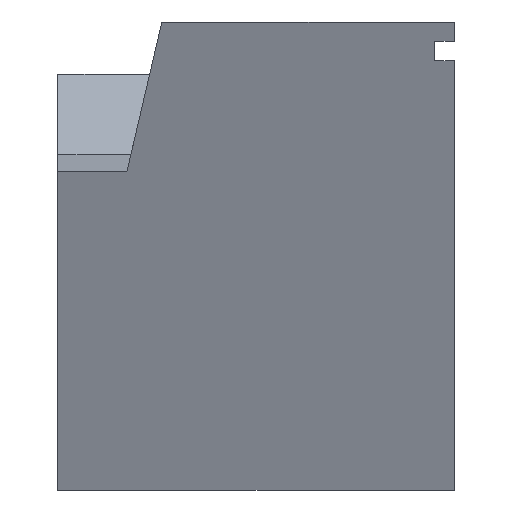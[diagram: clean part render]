
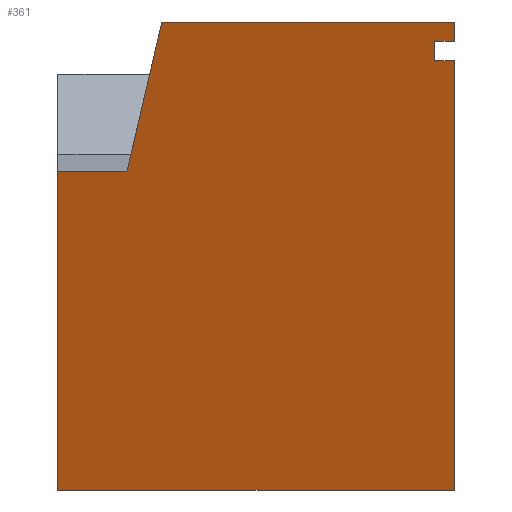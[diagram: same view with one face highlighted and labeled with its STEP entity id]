
A CAD part, left-side view. The second image highlights one B-rep face of the part: STEP entity #361.
In plain terms, the highlighted planar face has unit normal (-0.943, 0, -0.334).
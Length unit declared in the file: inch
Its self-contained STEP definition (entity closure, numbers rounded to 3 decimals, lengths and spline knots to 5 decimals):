
#15=FACE_OUTER_BOUND('',#34,.T.);
#34=EDGE_LOOP('',(#240,#241,#242,#243,#244,#245,#246,#247,#248,#249));
#53=LINE('',#508,#104);
#54=LINE('',#510,#105);
#55=LINE('',#512,#106);
#56=LINE('',#514,#107);
#57=LINE('',#516,#108);
#58=LINE('',#518,#109);
#59=LINE('',#520,#110);
#60=LINE('',#522,#111);
#61=LINE('',#524,#112);
#62=LINE('',#525,#113);
#104=VECTOR('',#417,0.3937);
#105=VECTOR('',#418,0.3937);
#106=VECTOR('',#419,0.3937);
#107=VECTOR('',#420,0.3937);
#108=VECTOR('',#421,0.3937);
#109=VECTOR('',#422,0.3937);
#110=VECTOR('',#423,0.3937);
#111=VECTOR('',#424,0.3937);
#112=VECTOR('',#425,0.3937);
#113=VECTOR('',#426,0.3937);
#155=VERTEX_POINT('',#506);
#156=VERTEX_POINT('',#507);
#157=VERTEX_POINT('',#509);
#158=VERTEX_POINT('',#511);
#159=VERTEX_POINT('',#513);
#160=VERTEX_POINT('',#515);
#161=VERTEX_POINT('',#517);
#162=VERTEX_POINT('',#519);
#163=VERTEX_POINT('',#521);
#164=VERTEX_POINT('',#523);
#189=EDGE_CURVE('',#155,#156,#53,.T.);
#190=EDGE_CURVE('',#157,#155,#54,.T.);
#191=EDGE_CURVE('',#158,#157,#55,.T.);
#192=EDGE_CURVE('',#159,#158,#56,.T.);
#193=EDGE_CURVE('',#160,#159,#57,.T.);
#194=EDGE_CURVE('',#161,#160,#58,.T.);
#195=EDGE_CURVE('',#162,#161,#59,.T.);
#196=EDGE_CURVE('',#163,#162,#60,.T.);
#197=EDGE_CURVE('',#164,#163,#61,.T.);
#198=EDGE_CURVE('',#156,#164,#62,.T.);
#240=ORIENTED_EDGE('',*,*,#189,.F.);
#241=ORIENTED_EDGE('',*,*,#190,.F.);
#242=ORIENTED_EDGE('',*,*,#191,.F.);
#243=ORIENTED_EDGE('',*,*,#192,.F.);
#244=ORIENTED_EDGE('',*,*,#193,.F.);
#245=ORIENTED_EDGE('',*,*,#194,.F.);
#246=ORIENTED_EDGE('',*,*,#195,.F.);
#247=ORIENTED_EDGE('',*,*,#196,.F.);
#248=ORIENTED_EDGE('',*,*,#197,.F.);
#249=ORIENTED_EDGE('',*,*,#198,.F.);
#342=PLANE('',#394);
#361=ADVANCED_FACE('',(#15),#342,.F.);
#394=AXIS2_PLACEMENT_3D('',#505,#415,#416);
#415=DIRECTION('center_axis',(0.943,0.,0.334));
#416=DIRECTION('ref_axis',(0.334,0.,-0.943));
#417=DIRECTION('',(0.,1.,0.));
#418=DIRECTION('',(0.334,0.,-0.943));
#419=DIRECTION('',(0.,-1.,0.));
#420=DIRECTION('',(0.334,0.,-0.943));
#421=DIRECTION('',(0.,1.,0.));
#422=DIRECTION('',(0.334,0.,-0.943));
#423=DIRECTION('',(0.,-1.,0.));
#424=DIRECTION('',(-0.326,-0.215,0.921));
#425=DIRECTION('',(0.,-1.,0.));
#426=DIRECTION('',(-0.334,0.,0.943));
#505=CARTESIAN_POINT('Origin',(-1.52338,-7.875,4.67636));
#506=CARTESIAN_POINT('',(3.31967,-7.875,-9.));
#507=CARTESIAN_POINT('',(3.31967,-0.25,-9.));
#508=CARTESIAN_POINT('',(3.31967,-4.0625,-9.));
#509=CARTESIAN_POINT('',(0.3982,-7.875,-0.75));
#510=CARTESIAN_POINT('',(15.85417,-7.875,-44.39633));
#511=CARTESIAN_POINT('',(0.3982,-7.5,-0.75));
#512=CARTESIAN_POINT('',(0.3982,-7.875,-0.75));
#513=CARTESIAN_POINT('',(0.2654,-7.5,-0.375));
#514=CARTESIAN_POINT('',(15.13471,-7.5,-42.36465));
#515=CARTESIAN_POINT('',(0.2654,-7.875,-0.375));
#516=CARTESIAN_POINT('',(0.2654,-7.6875,-0.375));
#517=CARTESIAN_POINT('',(0.13261,-7.875,0.));
#518=CARTESIAN_POINT('',(15.10201,-7.875,-42.2723));
#519=CARTESIAN_POINT('',(0.13261,-2.25,0.));
#520=CARTESIAN_POINT('',(0.13261,-7.875,0.));
#521=CARTESIAN_POINT('',(1.14883,-1.5804,-2.86973));
#522=CARTESIAN_POINT('',(7.65491,2.70654,-21.24232));
#523=CARTESIAN_POINT('',(1.14883,-0.25,-2.86973));
#524=CARTESIAN_POINT('',(1.14883,-4.0625,-2.86973));
#525=CARTESIAN_POINT('',(15.72336,-0.25,-44.02693));
